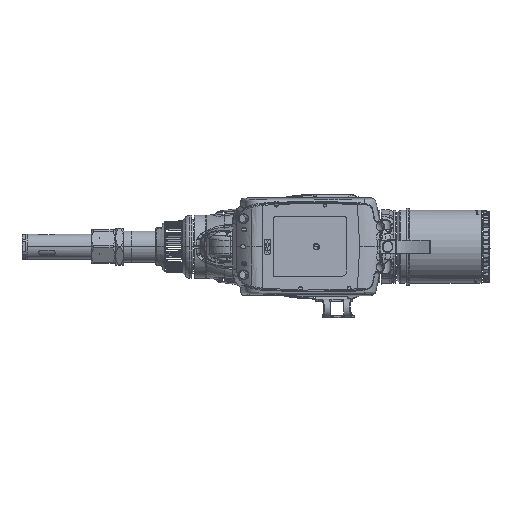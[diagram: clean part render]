
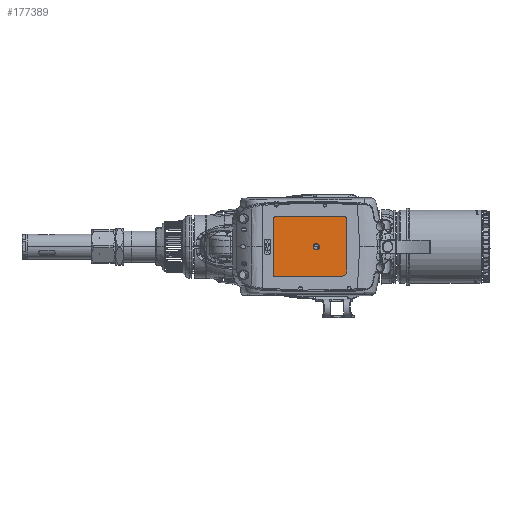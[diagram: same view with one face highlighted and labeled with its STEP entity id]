
A CAD part, front view. The second image highlights one B-rep face of the part: STEP entity #177389.
In plain terms, the highlighted planar face has unit normal (0.087, -0.996, 0).
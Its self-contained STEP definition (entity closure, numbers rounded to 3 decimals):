
#154005=DIRECTION('',(-0.996,-0.087,0.));
#154006=VECTOR('',#154005,51.25);
#154007=CARTESIAN_POINT('',(55.459,-255.043,-23.125));
#154008=LINE('',#154007,#154006);
#154009=CARTESIAN_POINT('',(4.404,-259.51,-21.125));
#154010=DIRECTION('',(-0.087,0.996,0.));
#154011=DIRECTION('',(0.,0.,-1.));
#154012=AXIS2_PLACEMENT_3D('',#154009,#154010,#154011);
#154014=DIRECTION('',(0.,0.,1.));
#154015=VECTOR('',#154014,42.25);
#154016=CARTESIAN_POINT('',(2.412,-259.684,-21.125));
#154017=LINE('',#154016,#154015);
#154018=CARTESIAN_POINT('',(4.404,-259.51,21.125));
#154019=DIRECTION('',(-0.087,0.996,0.));
#154020=DIRECTION('',(-0.996,-0.087,0.));
#154021=AXIS2_PLACEMENT_3D('',#154018,#154019,#154020);
#154023=DIRECTION('',(0.996,0.087,0.));
#154024=VECTOR('',#154023,52.25);
#154025=CARTESIAN_POINT('',(4.404,-259.51,23.125));
#154026=LINE('',#154025,#154024);
#154027=CARTESIAN_POINT('',(56.455,-254.956,21.125));
#154028=DIRECTION('',(-0.087,0.996,0.));
#154029=DIRECTION('',(0.,0.,1.));
#154030=AXIS2_PLACEMENT_3D('',#154027,#154028,#154029);
#154032=DIRECTION('',(0.,0.,-1.));
#154033=VECTOR('',#154032,41.25);
#154034=CARTESIAN_POINT('',(58.448,-254.782,21.125));
#154035=LINE('',#154034,#154033);
#154036=DIRECTION('',(-0.704,-0.062,
-0.707));
#154037=VECTOR('',#154036,4.243);
#154038=CARTESIAN_POINT('',(58.448,-254.782,-20.125));
#154039=LINE('',#154038,#154037);
#154040=CARTESIAN_POINT('',(35.286,-256.808,0.));
#154041=DIRECTION('',(0.087,-0.996,0.));
#154042=DIRECTION('',(0.996,0.087,0.));
#154043=AXIS2_PLACEMENT_3D('',#154040,#154041,#154042);
#154045=CARTESIAN_POINT('',(35.286,-256.808,0.));
#154046=DIRECTION('',(0.087,-0.996,0.));
#154047=DIRECTION('',(-0.996,-0.087,0.));
#154048=AXIS2_PLACEMENT_3D('',#154045,#154046,#154047);
#156520=CARTESIAN_POINT('',(55.459,-255.043,-23.125));
#156521=CARTESIAN_POINT('',(4.404,-259.51,-23.125));
#156522=VERTEX_POINT('',#156520);
#156523=VERTEX_POINT('',#156521);
#156524=CARTESIAN_POINT('',(2.412,-259.684,-21.125));
#156525=VERTEX_POINT('',#156524);
#156526=CARTESIAN_POINT('',(2.412,-259.684,21.125));
#156527=VERTEX_POINT('',#156526);
#156528=CARTESIAN_POINT('',(4.404,-259.51,23.125));
#156529=VERTEX_POINT('',#156528);
#156530=CARTESIAN_POINT('',(56.455,-254.956,23.125));
#156531=VERTEX_POINT('',#156530);
#156532=CARTESIAN_POINT('',(58.448,-254.782,21.125));
#156533=VERTEX_POINT('',#156532);
#156534=CARTESIAN_POINT('',(58.448,-254.782,-20.125));
#156535=VERTEX_POINT('',#156534);
#156865=CARTESIAN_POINT('',(37.784,-256.59,0.));
#156866=CARTESIAN_POINT('',(32.788,-257.027,0.));
#156867=VERTEX_POINT('',#156865);
#156868=VERTEX_POINT('',#156866);
#177360=CARTESIAN_POINT('',(30.43,-257.233,0.));
#177361=DIRECTION('',(-0.087,0.996,0.));
#177362=DIRECTION('',(0.,0.,1.));
#177363=AXIS2_PLACEMENT_3D('',#177360,#177361,#177362);
#177364=PLANE('',#177363);
#177366=ORIENTED_EDGE('',*,*,#177365,.T.);
#177368=ORIENTED_EDGE('',*,*,#177367,.T.);
#177370=ORIENTED_EDGE('',*,*,#177369,.T.);
#177372=ORIENTED_EDGE('',*,*,#177371,.T.);
#177374=ORIENTED_EDGE('',*,*,#177373,.T.);
#177376=ORIENTED_EDGE('',*,*,#177375,.T.);
#177378=ORIENTED_EDGE('',*,*,#177377,.T.);
#177380=ORIENTED_EDGE('',*,*,#177379,.T.);
#177381=EDGE_LOOP('',(#177366,#177368,#177370,#177372,#177374,#177376,#177378,
#177380));
#177382=FACE_OUTER_BOUND('',#177381,.F.);
#177384=ORIENTED_EDGE('',*,*,#177383,.T.);
#177386=ORIENTED_EDGE('',*,*,#177385,.T.);
#177387=EDGE_LOOP('',(#177384,#177386));
#177388=FACE_BOUND('',#177387,.F.);
#177389=ADVANCED_FACE('',(#177382,#177388),#177364,.F.);
#154013=CIRCLE('',#154012,2.);
#154022=CIRCLE('',#154021,2.);
#154031=CIRCLE('',#154030,2.);
#154044=CIRCLE('',#154043,2.507);
#154049=CIRCLE('',#154048,2.507);
#177365=EDGE_CURVE('',#156522,#156523,#154008,.T.);
#177367=EDGE_CURVE('',#156523,#156525,#154013,.T.);
#177369=EDGE_CURVE('',#156525,#156527,#154017,.T.);
#177371=EDGE_CURVE('',#156527,#156529,#154022,.T.);
#177373=EDGE_CURVE('',#156529,#156531,#154026,.T.);
#177375=EDGE_CURVE('',#156531,#156533,#154031,.T.);
#177377=EDGE_CURVE('',#156533,#156535,#154035,.T.);
#177379=EDGE_CURVE('',#156535,#156522,#154039,.T.);
#177383=EDGE_CURVE('',#156867,#156868,#154044,.T.);
#177385=EDGE_CURVE('',#156868,#156867,#154049,.T.);
